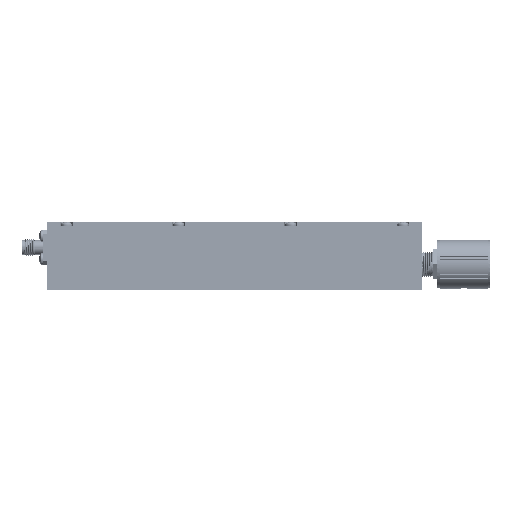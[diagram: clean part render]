
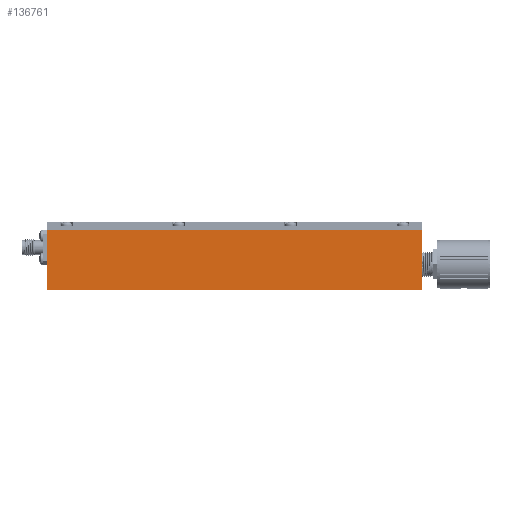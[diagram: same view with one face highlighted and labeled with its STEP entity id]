
A CAD part, top view. The second image highlights one B-rep face of the part: STEP entity #136761.
In plain terms, the highlighted face is planar.
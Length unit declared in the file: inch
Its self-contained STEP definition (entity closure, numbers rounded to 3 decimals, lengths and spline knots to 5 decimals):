
#60 = EDGE_CURVE ( 'NONE', #133449, #47712, #13710, .T. ) ;
#2094 = AXIS2_PLACEMENT_3D ( 'NONE', #107843, #105200, #146400 ) ;
#2395 = ORIENTED_EDGE ( 'NONE', *, *, #36469, .F. ) ;
#9620 = ORIENTED_EDGE ( 'NONE', *, *, #83417, .T. ) ;
#10224 = EDGE_CURVE ( 'NONE', #133449, #41646, #159830, .T. ) ;
#13710 = LINE ( 'NONE', #171722, #64303 ) ;
#25459 = CARTESIAN_POINT ( 'NONE',  ( 1., 0., 2.75 ) ) ;
#32672 = CARTESIAN_POINT ( 'NONE',  ( 1., 0.88, 2.75 ) ) ;
#36469 = EDGE_CURVE ( 'NONE', #47712, #161105, #79223, .T. ) ;
#37127 = CARTESIAN_POINT ( 'NONE',  ( 1., 0., -2.75 ) ) ;
#41646 = VERTEX_POINT ( 'NONE', #78296 ) ;
#44230 = VECTOR ( 'NONE', #91761, 39.37008 ) ;
#47712 = VERTEX_POINT ( 'NONE', #171830 ) ;
#53229 = DIRECTION ( 'NONE',  ( 0., 1., 0. ) ) ;
#64303 = VECTOR ( 'NONE', #118819, 39.37008 ) ;
#66623 = FACE_OUTER_BOUND ( 'NONE', #129827, .T. ) ;
#71941 = ORIENTED_EDGE ( 'NONE', *, *, #60, .F. ) ;
#78296 = CARTESIAN_POINT ( 'NONE',  ( 1., 0.88, -2.75 ) ) ;
#79223 = LINE ( 'NONE', #25459, #123695 ) ;
#83417 = EDGE_CURVE ( 'NONE', #41646, #161105, #129389, .T. ) ;
#91761 = DIRECTION ( 'NONE',  ( 0., 1., 0. ) ) ;
#105200 = DIRECTION ( 'NONE',  ( 1., 0., 0. ) ) ;
#107791 = CARTESIAN_POINT ( 'NONE',  ( 1., 0.88, 2.75 ) ) ;
#107843 = CARTESIAN_POINT ( 'NONE',  ( 1., 0., 2.75 ) ) ;
#118819 = DIRECTION ( 'NONE',  ( 0., 0., 1. ) ) ;
#120100 = CARTESIAN_POINT ( 'NONE',  ( 1., 0., -2.75 ) ) ;
#120389 = PLANE ( 'NONE',  #2094 ) ;
#123695 = VECTOR ( 'NONE', #53229, 39.37008 ) ;
#129389 = LINE ( 'NONE', #32672, #131145 ) ;
#129827 = EDGE_LOOP ( 'NONE', ( #174620, #9620, #2395, #71941 ) ) ;
#131145 = VECTOR ( 'NONE', #142839, 39.37008 ) ;
#133449 = VERTEX_POINT ( 'NONE', #120100 ) ;
#136761 = ADVANCED_FACE ( 'NONE', ( #66623 ), #120389, .T. ) ;
#142839 = DIRECTION ( 'NONE',  ( 0., 0., 1. ) ) ;
#146400 = DIRECTION ( 'NONE',  ( 0., 1., 0. ) ) ;
#159830 = LINE ( 'NONE', #37127, #44230 ) ;
#161105 = VERTEX_POINT ( 'NONE', #107791 ) ;
#171722 = CARTESIAN_POINT ( 'NONE',  ( 1., 0., -2.75 ) ) ;
#171830 = CARTESIAN_POINT ( 'NONE',  ( 1., 0., 2.75 ) ) ;
#174620 = ORIENTED_EDGE ( 'NONE', *, *, #10224, .T. ) ;
